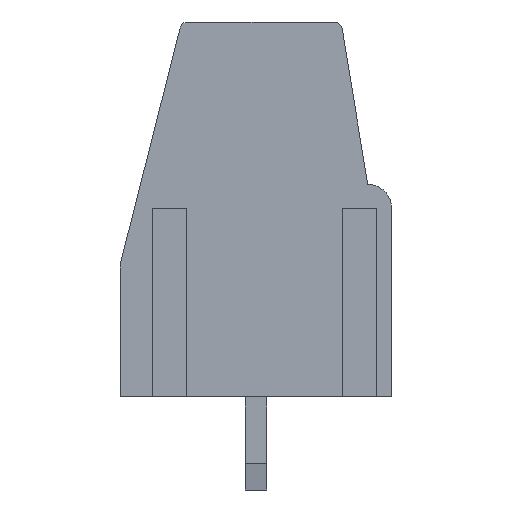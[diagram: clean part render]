
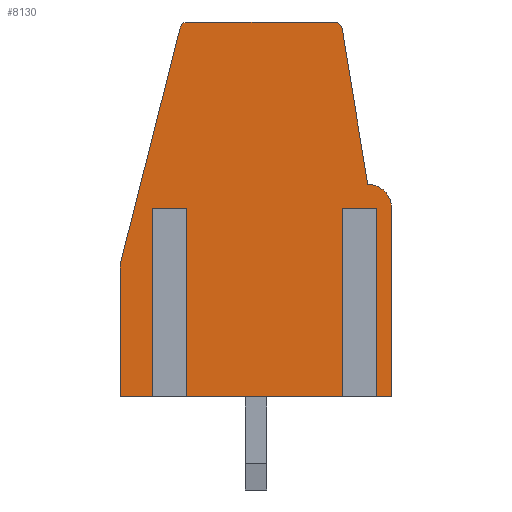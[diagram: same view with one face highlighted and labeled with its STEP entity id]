
A CAD part, left-side view. The second image highlights one B-rep face of the part: STEP entity #8130.
In plain terms, the highlighted planar face has unit normal (-1, 0, 0).
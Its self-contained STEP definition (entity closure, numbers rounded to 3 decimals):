
#4812 = VERTEX_POINT('',#4813);
#4813 = CARTESIAN_POINT('',(-38.1,2.586,14.1));
#4819 = EDGE_CURVE('',#4820,#4812,#4822,.T.);
#4820 = VERTEX_POINT('',#4821);
#4821 = CARTESIAN_POINT('',(-38.1,-2.925,14.1));
#4822 = LINE('',#4823,#4824);
#4823 = CARTESIAN_POINT('',(-38.1,-3.18,14.1));
#4824 = VECTOR('',#4825,1.);
#4825 = DIRECTION('',(0.,1.,0.));
#7264 = VERTEX_POINT('',#7265);
#7265 = CARTESIAN_POINT('',(-38.1,2.877,13.874));
#7271 = EDGE_CURVE('',#4812,#7264,#7272,.T.);
#7272 = CIRCLE('',#7273,0.3);
#7273 = AXIS2_PLACEMENT_3D('',#7274,#7275,#7276);
#7274 = CARTESIAN_POINT('',(-38.1,2.586,13.8));
#7275 = DIRECTION('',(-1.,0.,0.));
#7276 = DIRECTION('',(0.,-1.,0.));
#8130 = ADVANCED_FACE('',(#8131),#8255,.T.);
#8131 = FACE_BOUND('',#8132,.T.);
#8132 = EDGE_LOOP('',(#8133,#8143,#8151,#8159,#8167,#8175,#8183,#8191,
    #8199,#8207,#8216,#8224,#8231,#8232,#8233,#8241,#8249));
#8133 = ORIENTED_EDGE('',*,*,#8134,.F.);
#8134 = EDGE_CURVE('',#8135,#8137,#8139,.T.);
#8135 = VERTEX_POINT('',#8136);
#8136 = CARTESIAN_POINT('',(-38.1,3.569,7.1));
#8137 = VERTEX_POINT('',#8138);
#8138 = CARTESIAN_POINT('',(-38.1,3.569,0.));
#8139 = LINE('',#8140,#8141);
#8140 = CARTESIAN_POINT('',(-38.1,3.569,6.7));
#8141 = VECTOR('',#8142,1.);
#8142 = DIRECTION('',(0.,0.,-1.));
#8143 = ORIENTED_EDGE('',*,*,#8144,.F.);
#8144 = EDGE_CURVE('',#8145,#8135,#8147,.T.);
#8145 = VERTEX_POINT('',#8146);
#8146 = CARTESIAN_POINT('',(-38.1,2.971,7.1));
#8147 = LINE('',#8148,#8149);
#8148 = CARTESIAN_POINT('',(-38.1,3.569,7.1));
#8149 = VECTOR('',#8150,1.);
#8150 = DIRECTION('',(0.,1.,0.));
#8151 = ORIENTED_EDGE('',*,*,#8152,.T.);
#8152 = EDGE_CURVE('',#8145,#8153,#8155,.T.);
#8153 = VERTEX_POINT('',#8154);
#8154 = CARTESIAN_POINT('',(-38.1,2.971,0.));
#8155 = LINE('',#8156,#8157);
#8156 = CARTESIAN_POINT('',(-38.1,2.971,6.7));
#8157 = VECTOR('',#8158,1.);
#8158 = DIRECTION('',(0.,0.,-1.));
#8159 = ORIENTED_EDGE('',*,*,#8160,.T.);
#8160 = EDGE_CURVE('',#8153,#8161,#8163,.T.);
#8161 = VERTEX_POINT('',#8162);
#8162 = CARTESIAN_POINT('',(-38.1,-3.581,0.));
#8163 = LINE('',#8164,#8165);
#8164 = CARTESIAN_POINT('',(-38.1,5.12,0.));
#8165 = VECTOR('',#8166,1.);
#8166 = DIRECTION('',(0.,-1.,0.));
#8167 = ORIENTED_EDGE('',*,*,#8168,.F.);
#8168 = EDGE_CURVE('',#8169,#8161,#8171,.T.);
#8169 = VERTEX_POINT('',#8170);
#8170 = CARTESIAN_POINT('',(-38.1,-3.581,7.1));
#8171 = LINE('',#8172,#8173);
#8172 = CARTESIAN_POINT('',(-38.1,-3.581,6.7));
#8173 = VECTOR('',#8174,1.);
#8174 = DIRECTION('',(0.,0.,-1.));
#8175 = ORIENTED_EDGE('',*,*,#8176,.F.);
#8176 = EDGE_CURVE('',#8177,#8169,#8179,.T.);
#8177 = VERTEX_POINT('',#8178);
#8178 = CARTESIAN_POINT('',(-38.1,-4.179,7.1));
#8179 = LINE('',#8180,#8181);
#8180 = CARTESIAN_POINT('',(-38.1,-4.179,7.1));
#8181 = VECTOR('',#8182,1.);
#8182 = DIRECTION('',(0.,1.,0.));
#8183 = ORIENTED_EDGE('',*,*,#8184,.T.);
#8184 = EDGE_CURVE('',#8177,#8185,#8187,.T.);
#8185 = VERTEX_POINT('',#8186);
#8186 = CARTESIAN_POINT('',(-38.1,-4.179,0.));
#8187 = LINE('',#8188,#8189);
#8188 = CARTESIAN_POINT('',(-38.1,-4.179,6.7));
#8189 = VECTOR('',#8190,1.);
#8190 = DIRECTION('',(0.,0.,-1.));
#8191 = ORIENTED_EDGE('',*,*,#8192,.T.);
#8192 = EDGE_CURVE('',#8185,#8193,#8195,.T.);
#8193 = VERTEX_POINT('',#8194);
#8194 = CARTESIAN_POINT('',(-38.1,-5.08,0.));
#8195 = LINE('',#8196,#8197);
#8196 = CARTESIAN_POINT('',(-38.1,5.12,0.));
#8197 = VECTOR('',#8198,1.);
#8198 = DIRECTION('',(0.,-1.,0.));
#8199 = ORIENTED_EDGE('',*,*,#8200,.T.);
#8200 = EDGE_CURVE('',#8193,#8201,#8203,.T.);
#8201 = VERTEX_POINT('',#8202);
#8202 = CARTESIAN_POINT('',(-38.1,-5.08,7.1));
#8203 = LINE('',#8204,#8205);
#8204 = CARTESIAN_POINT('',(-38.1,-5.08,0.));
#8205 = VECTOR('',#8206,1.);
#8206 = DIRECTION('',(0.,0.,1.));
#8207 = ORIENTED_EDGE('',*,*,#8208,.T.);
#8208 = EDGE_CURVE('',#8201,#8209,#8211,.T.);
#8209 = VERTEX_POINT('',#8210);
#8210 = CARTESIAN_POINT('',(-38.1,-4.18,8.));
#8211 = CIRCLE('',#8212,0.9);
#8212 = AXIS2_PLACEMENT_3D('',#8213,#8214,#8215);
#8213 = CARTESIAN_POINT('',(-38.1,-4.18,7.1));
#8214 = DIRECTION('',(-1.,0.,0.));
#8215 = DIRECTION('',(0.,1.,0.));
#8216 = ORIENTED_EDGE('',*,*,#8217,.T.);
#8217 = EDGE_CURVE('',#8209,#8218,#8220,.T.);
#8218 = VERTEX_POINT('',#8219);
#8219 = CARTESIAN_POINT('',(-38.1,-3.221,13.849));
#8220 = LINE('',#8221,#8222);
#8221 = CARTESIAN_POINT('',(-38.1,-4.18,8.));
#8222 = VECTOR('',#8223,1.);
#8223 = DIRECTION('',(0.,0.162,0.987));
#8224 = ORIENTED_EDGE('',*,*,#8225,.T.);
#8225 = EDGE_CURVE('',#8218,#4820,#8226,.T.);
#8226 = CIRCLE('',#8227,0.3);
#8227 = AXIS2_PLACEMENT_3D('',#8228,#8229,#8230);
#8228 = CARTESIAN_POINT('',(-38.1,-2.925,13.8));
#8229 = DIRECTION('',(-1.,0.,0.));
#8230 = DIRECTION('',(0.,-1.,0.));
#8231 = ORIENTED_EDGE('',*,*,#4819,.T.);
#8232 = ORIENTED_EDGE('',*,*,#7271,.T.);
#8233 = ORIENTED_EDGE('',*,*,#8234,.T.);
#8234 = EDGE_CURVE('',#7264,#8235,#8237,.T.);
#8235 = VERTEX_POINT('',#8236);
#8236 = CARTESIAN_POINT('',(-38.1,5.12,5.));
#8237 = LINE('',#8238,#8239);
#8238 = CARTESIAN_POINT('',(-38.1,2.82,14.1));
#8239 = VECTOR('',#8240,1.);
#8240 = DIRECTION('',(0.,0.245,-0.97));
#8241 = ORIENTED_EDGE('',*,*,#8242,.T.);
#8242 = EDGE_CURVE('',#8235,#8243,#8245,.T.);
#8243 = VERTEX_POINT('',#8244);
#8244 = CARTESIAN_POINT('',(-38.1,5.12,0.));
#8245 = LINE('',#8246,#8247);
#8246 = CARTESIAN_POINT('',(-38.1,5.12,5.));
#8247 = VECTOR('',#8248,1.);
#8248 = DIRECTION('',(0.,0.,-1.));
#8249 = ORIENTED_EDGE('',*,*,#8250,.T.);
#8250 = EDGE_CURVE('',#8243,#8137,#8251,.T.);
#8251 = LINE('',#8252,#8253);
#8252 = CARTESIAN_POINT('',(-38.1,5.12,0.));
#8253 = VECTOR('',#8254,1.);
#8254 = DIRECTION('',(0.,-1.,0.));
#8255 = PLANE('',#8256);
#8256 = AXIS2_PLACEMENT_3D('',#8257,#8258,#8259);
#8257 = CARTESIAN_POINT('',(-38.1,-4.18,7.1));
#8258 = DIRECTION('',(-1.,0.,0.));
#8259 = DIRECTION('',(0.,-1.,0.));
